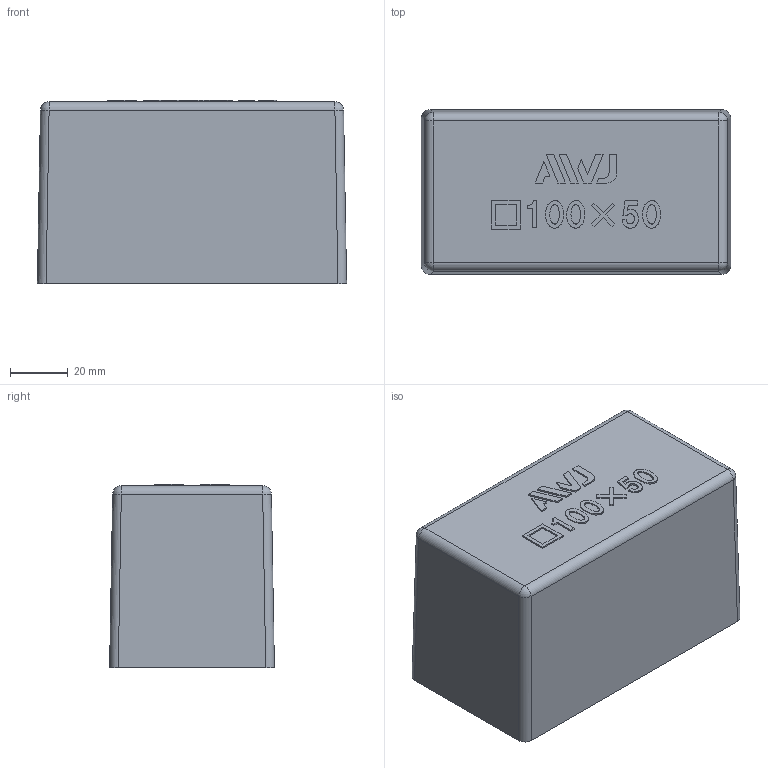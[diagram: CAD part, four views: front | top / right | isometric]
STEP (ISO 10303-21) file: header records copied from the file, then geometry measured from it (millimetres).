
FILE_DESCRIPTION( ( 'STEP AP203' ), '1' );
FILE_NAME( '100.step', '2022-07-25T04:45:15', ( ' ' ), ( ' ' ), 'XStep 1.0', ' ', ' ' );
FILE_SCHEMA( ( 'CONFIG_CONTROL_DESIGN' ) );
Length unit declared in the file: millimetre
Products named in the file (1): 1
Bounding box: 107.05 x 57.05 x 63.5 mm (x, y, z)
Volume: 72561.2 mm3; surface area: 49449.3 mm2
Topology: 1 solids, 1 shells, 114 faces, 273 edges, 174 vertices
Faces by surface type: plane 90, extrusion 10, cylinder 10, sphere 4
Entity records: 3557 total; most frequent: CARTESIAN_POINT 1062, ORIENTED_EDGE 526, DIRECTION 417, EDGE_CURVE 263, VERTEX_POINT 174, VECTOR 167, LINE 157, EDGE_LOOP 137
